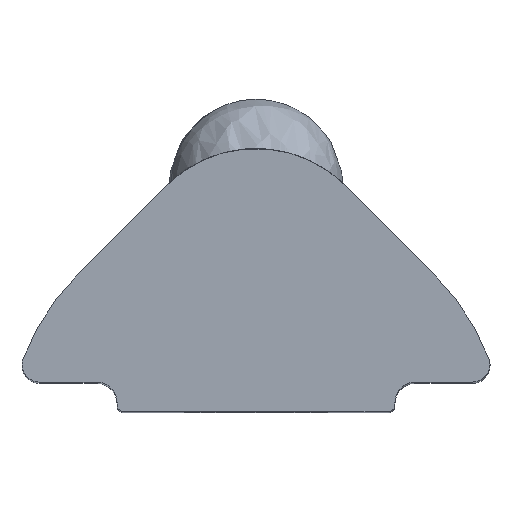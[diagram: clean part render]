
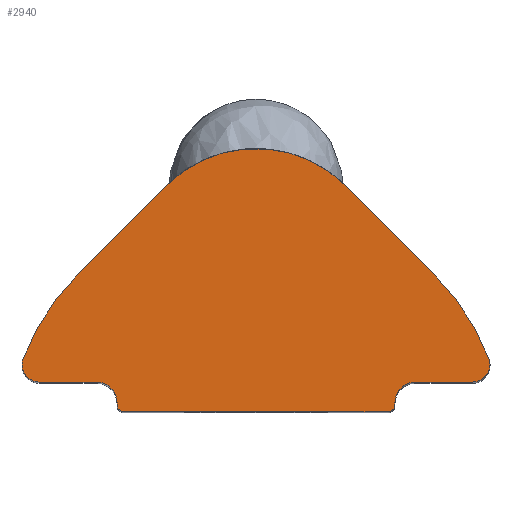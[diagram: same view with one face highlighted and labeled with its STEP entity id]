
A CAD part, top view. The second image highlights one B-rep face of the part: STEP entity #2940.
In plain terms, the highlighted planar face has unit normal (0, 0, 1).
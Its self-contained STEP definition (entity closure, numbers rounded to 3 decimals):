
#6 = EDGE_CURVE ( 'NONE', #581, #1391, #184, .T. ) ;
#16 = DIRECTION ( 'NONE',  ( -1., 0., 0. ) ) ;
#43 = VECTOR ( 'NONE', #529, 1000. ) ;
#144 = DIRECTION ( 'NONE',  ( -0.707, -0.707, 0. ) ) ;
#145 = VERTEX_POINT ( 'NONE', #2350 ) ;
#165 = VERTEX_POINT ( 'NONE', #563 ) ;
#173 = ORIENTED_EDGE ( 'NONE', *, *, #1731, .T. ) ;
#182 = DIRECTION ( 'NONE',  ( 1., 0., 0. ) ) ;
#184 = LINE ( 'NONE', #2060, #429 ) ;
#211 = CARTESIAN_POINT ( 'NONE',  ( -0.001, -0.234, 11. ) ) ;
#233 = AXIS2_PLACEMENT_3D ( 'NONE', #1460, #2661, #840 ) ;
#262 = DIRECTION ( 'NONE',  ( 0., 0., -1. ) ) ;
#273 = AXIS2_PLACEMENT_3D ( 'NONE', #2245, #890, #2257 ) ;
#299 = CARTESIAN_POINT ( 'NONE',  ( -4.001, -2.989, 11. ) ) ;
#354 = DIRECTION ( 'NONE',  ( -0.707, 0.707, 0. ) ) ;
#366 = LINE ( 'NONE', #1053, #752 ) ;
#429 = VECTOR ( 'NONE', #16, 1000. ) ;
#432 = DIRECTION ( 'NONE',  ( 1., 0., 0. ) ) ;
#454 = CARTESIAN_POINT ( 'NONE',  ( 3.999, -0.234, 11. ) ) ;
#457 = AXIS2_PLACEMENT_3D ( 'NONE', #2880, #2693, #863 ) ;
#458 = EDGE_CURVE ( 'NONE', #2574, #2508, #2266, .T. ) ;
#495 = CARTESIAN_POINT ( 'NONE',  ( 6.234, -2.339, 11. ) ) ;
#529 = DIRECTION ( 'NONE',  ( -1., 0., 0. ) ) ;
#558 = DIRECTION ( 'NONE',  ( 1., 0., 0. ) ) ;
#560 = VERTEX_POINT ( 'NONE', #2360 ) ;
#563 = CARTESIAN_POINT ( 'NONE',  ( 3.799, -3.189, 11. ) ) ;
#581 = VERTEX_POINT ( 'NONE', #2849 ) ;
#588 = CARTESIAN_POINT ( 'NONE',  ( 4.599, -2.939, 11. ) ) ;
#630 = DIRECTION ( 'NONE',  ( 0., 0., 1. ) ) ;
#752 = VECTOR ( 'NONE', #831, 1000. ) ;
#802 = DIRECTION ( 'NONE',  ( 0., 0., -1. ) ) ;
#821 = EDGE_CURVE ( 'NONE', #1055, #2185, #2128, .T. ) ;
#826 = CARTESIAN_POINT ( 'NONE',  ( -4.001, -2.939, 11. ) ) ;
#829 = ORIENTED_EDGE ( 'NONE', *, *, #2045, .T. ) ;
#831 = DIRECTION ( 'NONE',  ( 0., -1., 0. ) ) ;
#840 = DIRECTION ( 'NONE',  ( 1., 0., 0. ) ) ;
#863 = DIRECTION ( 'NONE',  ( 1., 0., 0. ) ) ;
#890 = DIRECTION ( 'NONE',  ( 0., 0., -1. ) ) ;
#902 = CIRCLE ( 'NONE', #2235, 0.501 ) ;
#976 = VERTEX_POINT ( 'NONE', #299 ) ;
#983 = CARTESIAN_POINT ( 'NONE',  ( -6.236, -1.838, 11. ) ) ;
#988 = AXIS2_PLACEMENT_3D ( 'NONE', #1349, #1175, #2068 ) ;
#999 = LINE ( 'NONE', #495, #1992 ) ;
#1023 = EDGE_CURVE ( 'NONE', #2508, #1565, #2696, .T. ) ;
#1030 = EDGE_CURVE ( 'NONE', #581, #2769, #2082, .T. ) ;
#1053 = CARTESIAN_POINT ( 'NONE',  ( -4.001, -0.234, 11. ) ) ;
#1055 = VERTEX_POINT ( 'NONE', #2934 ) ;
#1080 = CARTESIAN_POINT ( 'NONE',  ( 2.582, 3.312, 11. ) ) ;
#1084 = CARTESIAN_POINT ( 'NONE',  ( 5.09, 0.803, 11. ) ) ;
#1106 = CARTESIAN_POINT ( 'NONE',  ( 6.234, -1.838, 11. ) ) ;
#1175 = DIRECTION ( 'NONE',  ( 0., 0., 1. ) ) ;
#1200 = DIRECTION ( 'NONE',  ( 1., 0., 0. ) ) ;
#1203 = ORIENTED_EDGE ( 'NONE', *, *, #1023, .T. ) ;
#1239 = AXIS2_PLACEMENT_3D ( 'NONE', #211, #630, #182 ) ;
#1267 = DIRECTION ( 'NONE',  ( 1., 0., 0. ) ) ;
#1283 = ORIENTED_EDGE ( 'NONE', *, *, #1030, .T. ) ;
#1312 = PLANE ( 'NONE',  #1239 ) ;
#1337 = LINE ( 'NONE', #454, #2536 ) ;
#1341 = EDGE_CURVE ( 'NONE', #560, #1055, #2437, .T. ) ;
#1344 = CARTESIAN_POINT ( 'NONE',  ( 6.234, -1.838, 11. ) ) ;
#1349 = CARTESIAN_POINT ( 'NONE',  ( -0.001, -4.288, 11. ) ) ;
#1386 = DIRECTION ( 'NONE',  ( 1., 0., 0. ) ) ;
#1388 = CARTESIAN_POINT ( 'NONE',  ( -3.801, -3.189, 11. ) ) ;
#1391 = VERTEX_POINT ( 'NONE', #1614 ) ;
#1409 = DIRECTION ( 'NONE',  ( 0., 0., -1. ) ) ;
#1460 = CARTESIAN_POINT ( 'NONE',  ( -0.001, 0.729, 11. ) ) ;
#1466 = ORIENTED_EDGE ( 'NONE', *, *, #2784, .T. ) ;
#1513 = CARTESIAN_POINT ( 'NONE',  ( -4.601, -2.939, 11. ) ) ;
#1536 = EDGE_CURVE ( 'NONE', #2574, #145, #2672, .T. ) ;
#1545 = DIRECTION ( 'NONE',  ( 0., 0., -1. ) ) ;
#1558 = CIRCLE ( 'NONE', #273, 0.2 ) ;
#1565 = VERTEX_POINT ( 'NONE', #1080 ) ;
#1614 = CARTESIAN_POINT ( 'NONE',  ( -6.236, -2.339, 11. ) ) ;
#1655 = VECTOR ( 'NONE', #144, 1000. ) ;
#1664 = CARTESIAN_POINT ( 'NONE',  ( 3.799, -3.189, 11. ) ) ;
#1680 = ORIENTED_EDGE ( 'NONE', *, *, #1536, .F. ) ;
#1693 = ORIENTED_EDGE ( 'NONE', *, *, #2912, .F. ) ;
#1731 = EDGE_CURVE ( 'NONE', #2769, #976, #366, .T. ) ;
#1811 = CARTESIAN_POINT ( 'NONE',  ( 3.999, -2.939, 11. ) ) ;
#1825 = DIRECTION ( 'NONE',  ( 0., 0., -1. ) ) ;
#1838 = EDGE_CURVE ( 'NONE', #2643, #976, #1558, .T. ) ;
#1839 = AXIS2_PLACEMENT_3D ( 'NONE', #1880, #1409, #1200 ) ;
#1867 = VERTEX_POINT ( 'NONE', #2618 ) ;
#1876 = VERTEX_POINT ( 'NONE', #2814 ) ;
#1880 = CARTESIAN_POINT ( 'NONE',  ( 3.799, -2.989, 11. ) ) ;
#1886 = CIRCLE ( 'NONE', #1839, 0.2 ) ;
#1968 = ORIENTED_EDGE ( 'NONE', *, *, #2446, .T. ) ;
#1983 = FACE_OUTER_BOUND ( 'NONE', #2073, .T. ) ;
#1992 = VECTOR ( 'NONE', #2864, 1000. ) ;
#2015 = ORIENTED_EDGE ( 'NONE', *, *, #2367, .F. ) ;
#2045 = EDGE_CURVE ( 'NONE', #2485, #2523, #1337, .T. ) ;
#2058 = ORIENTED_EDGE ( 'NONE', *, *, #2253, .F. ) ;
#2060 = CARTESIAN_POINT ( 'NONE',  ( -4.601, -2.339, 11. ) ) ;
#2068 = DIRECTION ( 'NONE',  ( 1., 0., 0. ) ) ;
#2073 = EDGE_LOOP ( 'NONE', ( #2015, #2058, #829, #1968, #2425, #1693, #1680, #2351, #1203, #1466, #2343, #2872, #2126, #2312, #1283, #173, #2978 ) ) ;
#2082 = CIRCLE ( 'NONE', #2471, 0.6 ) ;
#2086 = DIRECTION ( 'NONE',  ( 1., 0., 0. ) ) ;
#2126 = ORIENTED_EDGE ( 'NONE', *, *, #2304, .F. ) ;
#2128 = CIRCLE ( 'NONE', #457, 7.2 ) ;
#2185 = VERTEX_POINT ( 'NONE', #2801 ) ;
#2217 = CARTESIAN_POINT ( 'NONE',  ( 3.999, -2.989, 11. ) ) ;
#2235 = AXIS2_PLACEMENT_3D ( 'NONE', #983, #262, #2086 ) ;
#2238 = CIRCLE ( 'NONE', #233, 3.652 ) ;
#2245 = CARTESIAN_POINT ( 'NONE',  ( -3.801, -2.989, 11. ) ) ;
#2250 = DIRECTION ( 'NONE',  ( 0., 1., 0. ) ) ;
#2253 = EDGE_CURVE ( 'NONE', #2485, #165, #1886, .T. ) ;
#2257 = DIRECTION ( 'NONE',  ( 1., 0., 0. ) ) ;
#2266 = CIRCLE ( 'NONE', #988, 7.2 ) ;
#2304 = EDGE_CURVE ( 'NONE', #1391, #2185, #902, .T. ) ;
#2312 = ORIENTED_EDGE ( 'NONE', *, *, #6, .F. ) ;
#2324 = VECTOR ( 'NONE', #354, 1000. ) ;
#2338 = AXIS2_PLACEMENT_3D ( 'NONE', #1106, #2492, #432 ) ;
#2343 = ORIENTED_EDGE ( 'NONE', *, *, #1341, .T. ) ;
#2350 = CARTESIAN_POINT ( 'NONE',  ( 6.735, -1.838, 11. ) ) ;
#2351 = ORIENTED_EDGE ( 'NONE', *, *, #458, .T. ) ;
#2360 = CARTESIAN_POINT ( 'NONE',  ( -2.584, 3.312, 11. ) ) ;
#2367 = EDGE_CURVE ( 'NONE', #165, #2643, #2558, .T. ) ;
#2376 = EDGE_CURVE ( 'NONE', #1867, #1876, #999, .T. ) ;
#2425 = ORIENTED_EDGE ( 'NONE', *, *, #2376, .F. ) ;
#2437 = LINE ( 'NONE', #2909, #1655 ) ;
#2446 = EDGE_CURVE ( 'NONE', #2523, #1876, #2775, .T. ) ;
#2464 = CARTESIAN_POINT ( 'NONE',  ( 5.09, 0.803, 11. ) ) ;
#2471 = AXIS2_PLACEMENT_3D ( 'NONE', #1513, #1545, #1267 ) ;
#2485 = VERTEX_POINT ( 'NONE', #2217 ) ;
#2492 = DIRECTION ( 'NONE',  ( 0., 0., -1. ) ) ;
#2508 = VERTEX_POINT ( 'NONE', #2464 ) ;
#2523 = VERTEX_POINT ( 'NONE', #1811 ) ;
#2536 = VECTOR ( 'NONE', #2250, 1000. ) ;
#2558 = LINE ( 'NONE', #1664, #43 ) ;
#2574 = VERTEX_POINT ( 'NONE', #2694 ) ;
#2618 = CARTESIAN_POINT ( 'NONE',  ( 6.234, -2.339, 11. ) ) ;
#2643 = VERTEX_POINT ( 'NONE', #1388 ) ;
#2661 = DIRECTION ( 'NONE',  ( 0., 0., 1. ) ) ;
#2672 = CIRCLE ( 'NONE', #2974, 0.501 ) ;
#2693 = DIRECTION ( 'NONE',  ( 0., 0., 1. ) ) ;
#2694 = CARTESIAN_POINT ( 'NONE',  ( 6.7, -1.655, 11. ) ) ;
#2696 = LINE ( 'NONE', #1084, #2324 ) ;
#2769 = VERTEX_POINT ( 'NONE', #826 ) ;
#2775 = CIRCLE ( 'NONE', #2826, 0.6 ) ;
#2784 = EDGE_CURVE ( 'NONE', #1565, #560, #2238, .T. ) ;
#2801 = CARTESIAN_POINT ( 'NONE',  ( -6.702, -1.655, 11. ) ) ;
#2814 = CARTESIAN_POINT ( 'NONE',  ( 4.599, -2.339, 11. ) ) ;
#2826 = AXIS2_PLACEMENT_3D ( 'NONE', #588, #802, #558 ) ;
#2849 = CARTESIAN_POINT ( 'NONE',  ( -4.601, -2.339, 11. ) ) ;
#2864 = DIRECTION ( 'NONE',  ( -1., 0., 0. ) ) ;
#2872 = ORIENTED_EDGE ( 'NONE', *, *, #821, .T. ) ;
#2875 = CIRCLE ( 'NONE', #2338, 0.501 ) ;
#2880 = CARTESIAN_POINT ( 'NONE',  ( -0.001, -4.288, 11. ) ) ;
#2909 = CARTESIAN_POINT ( 'NONE',  ( -2.584, 3.312, 11. ) ) ;
#2912 = EDGE_CURVE ( 'NONE', #145, #1867, #2875, .T. ) ;
#2934 = CARTESIAN_POINT ( 'NONE',  ( -5.092, 0.803, 11. ) ) ;
#2940 = ADVANCED_FACE ( 'NONE', ( #1983 ), #1312, .T. ) ;
#2974 = AXIS2_PLACEMENT_3D ( 'NONE', #1344, #1825, #1386 ) ;
#2978 = ORIENTED_EDGE ( 'NONE', *, *, #1838, .F. ) ;
